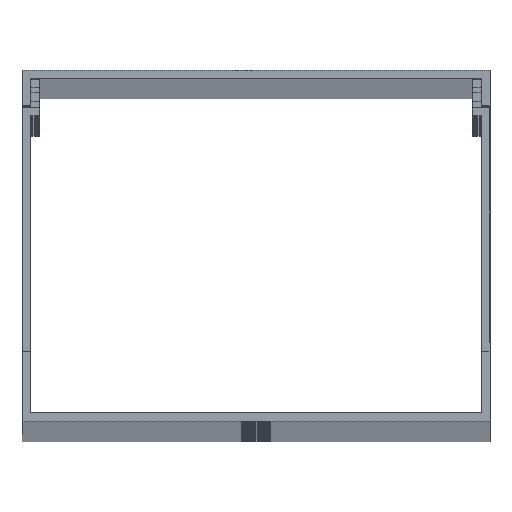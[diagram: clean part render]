
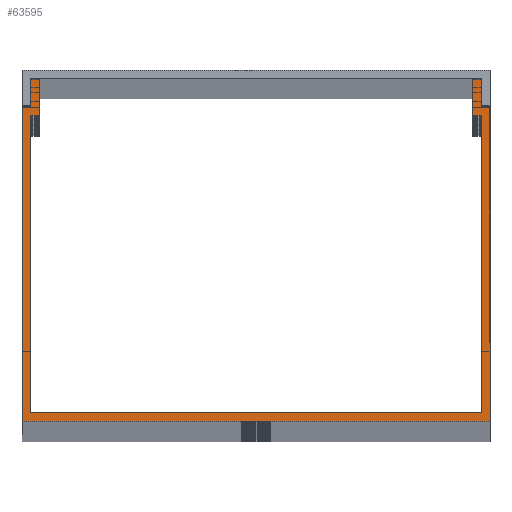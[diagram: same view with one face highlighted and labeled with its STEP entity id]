
A CAD part, top view. The second image highlights one B-rep face of the part: STEP entity #63595.
In plain terms, the highlighted planar face has unit normal (0, 0, 1).
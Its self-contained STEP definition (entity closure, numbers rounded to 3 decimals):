
#10 = CARTESIAN_POINT ( 'NONE',  ( 37., 58.4, 1000. ) ) ;
#1157 = EDGE_CURVE ( 'NONE', #62674, #128209, #17238, .T. ) ;
#1430 = CARTESIAN_POINT ( 'NONE',  ( 38.5, 12.245, 1000. ) ) ;
#2041 = EDGE_CURVE ( 'NONE', #74068, #137133, #18470, .T. ) ;
#3102 = DIRECTION ( 'NONE',  ( -1., 0., 0. ) ) ;
#4037 = CARTESIAN_POINT ( 'NONE',  ( -38.5, 53.75, 1000. ) ) ;
#7532 = EDGE_CURVE ( 'NONE', #215104, #118423, #17053, .T. ) ;
#7684 = CARTESIAN_POINT ( 'NONE',  ( 38.5, 52.25, 1000. ) ) ;
#9133 = EDGE_CURVE ( 'NONE', #175843, #74068, #66499, .T. ) ;
#9266 = VECTOR ( 'NONE', #29438, 1000. ) ;
#10895 = CARTESIAN_POINT ( 'NONE',  ( 37., 58.4, 1000. ) ) ;
#11808 = VECTOR ( 'NONE', #95746, 1000. ) ;
#12360 = CARTESIAN_POINT ( 'NONE',  ( 40., 0., 1000. ) ) ;
#14722 = CARTESIAN_POINT ( 'NONE',  ( -37., 52.25, 1000. ) ) ;
#17053 = LINE ( 'NONE', #42464, #191457 ) ;
#17238 = LINE ( 'NONE', #127392, #101879 ) ;
#18470 = LINE ( 'NONE', #194443, #63384 ) ;
#24313 = CARTESIAN_POINT ( 'NONE',  ( -38.5, 1.5, 1000. ) ) ;
#27016 = VECTOR ( 'NONE', #31797, 1000. ) ;
#29438 = DIRECTION ( 'NONE',  ( 1., 0., 0. ) ) ;
#30229 = EDGE_CURVE ( 'NONE', #107171, #75761, #74394, .T. ) ;
#30995 = CARTESIAN_POINT ( 'NONE',  ( -40., 53.75, 1000. ) ) ;
#31797 = DIRECTION ( 'NONE',  ( 1., 0., 0. ) ) ;
#35208 = CARTESIAN_POINT ( 'NONE',  ( -40., 0., 1000. ) ) ;
#35233 = LINE ( 'NONE', #102311, #159392 ) ;
#42464 = CARTESIAN_POINT ( 'NONE',  ( 37., 52.25, 1000. ) ) ;
#43613 = CARTESIAN_POINT ( 'NONE',  ( 37., 52.25, 1000. ) ) ;
#43670 = AXIS2_PLACEMENT_3D ( 'NONE', #57267, #175477, #74305 ) ;
#47822 = EDGE_CURVE ( 'NONE', #128209, #215104, #201998, .T. ) ;
#49643 = VERTEX_POINT ( 'NONE', #4037 ) ;
#53236 = ORIENTED_EDGE ( 'NONE', *, *, #9133, .T. ) ;
#55437 = VECTOR ( 'NONE', #136530, 1000. ) ;
#56747 = LINE ( 'NONE', #196809, #11808 ) ;
#57267 = CARTESIAN_POINT ( 'NONE',  ( -38.5, 53.75, 1000. ) ) ;
#59353 = DIRECTION ( 'NONE',  ( -1., 0., 0. ) ) ;
#59388 = DIRECTION ( 'NONE',  ( 1., 0., 0. ) ) ;
#61615 = CARTESIAN_POINT ( 'NONE',  ( -40., 53.75, 1000. ) ) ;
#62674 = VERTEX_POINT ( 'NONE', #146955 ) ;
#63384 = VECTOR ( 'NONE', #59353, 1000. ) ;
#63595 = ADVANCED_FACE ( 'NONE', ( #175099 ), #141458, .T. ) ;
#64611 = EDGE_CURVE ( 'NONE', #118423, #107171, #190194, .T. ) ;
#66499 = LINE ( 'NONE', #207927, #151041 ) ;
#66529 = EDGE_CURVE ( 'NONE', #137133, #49643, #125795, .T. ) ;
#67197 = ORIENTED_EDGE ( 'NONE', *, *, #100764, .T. ) ;
#69055 = ORIENTED_EDGE ( 'NONE', *, *, #30229, .T. ) ;
#71234 = CARTESIAN_POINT ( 'NONE',  ( -37., 52.25, 1000. ) ) ;
#71976 = LINE ( 'NONE', #14722, #27016 ) ;
#74068 = VERTEX_POINT ( 'NONE', #162385 ) ;
#74305 = DIRECTION ( 'NONE',  ( 1., 0., 0. ) ) ;
#74394 = LINE ( 'NONE', #104320, #164210 ) ;
#75579 = VECTOR ( 'NONE', #89842, 1000. ) ;
#75761 = VERTEX_POINT ( 'NONE', #24313 ) ;
#80135 = CARTESIAN_POINT ( 'NONE',  ( 40., 53.75, 1000. ) ) ;
#80336 = EDGE_CURVE ( 'NONE', #75761, #119020, #56747, .T. ) ;
#81492 = VECTOR ( 'NONE', #185064, 1000. ) ;
#84238 = DIRECTION ( 'NONE',  ( 0., -1., 0. ) ) ;
#85332 = DIRECTION ( 'NONE',  ( 0., 1., 0. ) ) ;
#85852 = EDGE_CURVE ( 'NONE', #183347, #155592, #138752, .T. ) ;
#86058 = ORIENTED_EDGE ( 'NONE', *, *, #2041, .T. ) ;
#86973 = VECTOR ( 'NONE', #146668, 1000. ) ;
#87255 = ORIENTED_EDGE ( 'NONE', *, *, #85852, .T. ) ;
#89842 = DIRECTION ( 'NONE',  ( 0., -1., 0. ) ) ;
#95746 = DIRECTION ( 'NONE',  ( 0., 1., 0. ) ) ;
#97882 = VERTEX_POINT ( 'NONE', #147758 ) ;
#98366 = ORIENTED_EDGE ( 'NONE', *, *, #80336, .T. ) ;
#100764 = EDGE_CURVE ( 'NONE', #49643, #115148, #213457, .T. ) ;
#101688 = ORIENTED_EDGE ( 'NONE', *, *, #7532, .T. ) ;
#101879 = VECTOR ( 'NONE', #195277, 1000. ) ;
#102311 = CARTESIAN_POINT ( 'NONE',  ( 38.5, 53.75, 1000. ) ) ;
#104320 = CARTESIAN_POINT ( 'NONE',  ( 38.5, 1.5, 1000. ) ) ;
#107171 = VERTEX_POINT ( 'NONE', #118811 ) ;
#108756 = ORIENTED_EDGE ( 'NONE', *, *, #47822, .T. ) ;
#111044 = VERTEX_POINT ( 'NONE', #80135 ) ;
#115148 = VERTEX_POINT ( 'NONE', #61615 ) ;
#118423 = VERTEX_POINT ( 'NONE', #7684 ) ;
#118811 = CARTESIAN_POINT ( 'NONE',  ( 38.5, 1.5, 1000. ) ) ;
#119020 = VERTEX_POINT ( 'NONE', #126296 ) ;
#125795 = LINE ( 'NONE', #173973, #75579 ) ;
#125941 = CARTESIAN_POINT ( 'NONE',  ( -40., 0., 1000. ) ) ;
#126296 = CARTESIAN_POINT ( 'NONE',  ( -38.5, 52.25, 1000. ) ) ;
#127392 = CARTESIAN_POINT ( 'NONE',  ( 38.5, 58.4, 1000. ) ) ;
#128209 = VERTEX_POINT ( 'NONE', #10895 ) ;
#131811 = LINE ( 'NONE', #196870, #86973 ) ;
#131886 = EDGE_CURVE ( 'NONE', #119020, #175843, #71976, .T. ) ;
#133425 = CARTESIAN_POINT ( 'NONE',  ( -38.5, 58.4, 1000. ) ) ;
#134392 = CARTESIAN_POINT ( 'NONE',  ( 40., 0., 1000. ) ) ;
#136530 = DIRECTION ( 'NONE',  ( 0., -1., 0. ) ) ;
#137133 = VERTEX_POINT ( 'NONE', #133425 ) ;
#138752 = LINE ( 'NONE', #12360, #9266 ) ;
#139175 = EDGE_CURVE ( 'NONE', #115148, #183347, #187657, .T. ) ;
#140727 = DIRECTION ( 'NONE',  ( 0., 1., 0. ) ) ;
#141458 = PLANE ( 'NONE',  #43670 ) ;
#146668 = DIRECTION ( 'NONE',  ( -1., 0., 0. ) ) ;
#146955 = CARTESIAN_POINT ( 'NONE',  ( 38.5, 58.4, 1000. ) ) ;
#147758 = CARTESIAN_POINT ( 'NONE',  ( 38.5, 53.75, 1000. ) ) ;
#148019 = VECTOR ( 'NONE', #193852, 1000. ) ;
#148199 = ORIENTED_EDGE ( 'NONE', *, *, #64611, .T. ) ;
#149097 = DIRECTION ( 'NONE',  ( -1., 0., 0. ) ) ;
#151041 = VECTOR ( 'NONE', #140727, 1000. ) ;
#151856 = VECTOR ( 'NONE', #84238, 1000. ) ;
#152400 = ORIENTED_EDGE ( 'NONE', *, *, #1157, .T. ) ;
#155592 = VERTEX_POINT ( 'NONE', #134392 ) ;
#159392 = VECTOR ( 'NONE', #85332, 1000. ) ;
#162385 = CARTESIAN_POINT ( 'NONE',  ( -37., 58.4, 1000. ) ) ;
#164210 = VECTOR ( 'NONE', #3102, 1000. ) ;
#164347 = EDGE_CURVE ( 'NONE', #97882, #62674, #35233, .T. ) ;
#168072 = CARTESIAN_POINT ( 'NONE',  ( 40., 0., 1000. ) ) ;
#171322 = LINE ( 'NONE', #168072, #81492 ) ;
#173851 = VECTOR ( 'NONE', #149097, 1000. ) ;
#173973 = CARTESIAN_POINT ( 'NONE',  ( -38.5, 53.75, 1000. ) ) ;
#174607 = EDGE_LOOP ( 'NONE', ( #67197, #179233, #87255, #191968, #187295, #198033, #152400, #108756, #101688, #148199, #69055, #98366, #176750, #53236, #86058, #216292 ) ) ;
#175099 = FACE_OUTER_BOUND ( 'NONE', #174607, .T. ) ;
#175477 = DIRECTION ( 'NONE',  ( 0., 0., 1. ) ) ;
#175843 = VERTEX_POINT ( 'NONE', #71234 ) ;
#176750 = ORIENTED_EDGE ( 'NONE', *, *, #131886, .T. ) ;
#179233 = ORIENTED_EDGE ( 'NONE', *, *, #139175, .T. ) ;
#183347 = VERTEX_POINT ( 'NONE', #35208 ) ;
#185064 = DIRECTION ( 'NONE',  ( 0., 1., 0. ) ) ;
#187295 = ORIENTED_EDGE ( 'NONE', *, *, #217482, .T. ) ;
#187657 = LINE ( 'NONE', #125941, #148019 ) ;
#190194 = LINE ( 'NONE', #1430, #55437 ) ;
#191457 = VECTOR ( 'NONE', #59388, 1000. ) ;
#191968 = ORIENTED_EDGE ( 'NONE', *, *, #194764, .T. ) ;
#193852 = DIRECTION ( 'NONE',  ( 0., -1., 0. ) ) ;
#194443 = CARTESIAN_POINT ( 'NONE',  ( -38.5, 58.4, 1000. ) ) ;
#194764 = EDGE_CURVE ( 'NONE', #155592, #111044, #171322, .T. ) ;
#195277 = DIRECTION ( 'NONE',  ( -1., 0., 0. ) ) ;
#196809 = CARTESIAN_POINT ( 'NONE',  ( -38.5, 1.5, 1000. ) ) ;
#196870 = CARTESIAN_POINT ( 'NONE',  ( 40., 53.75, 1000. ) ) ;
#198033 = ORIENTED_EDGE ( 'NONE', *, *, #164347, .T. ) ;
#201998 = LINE ( 'NONE', #10, #151856 ) ;
#207927 = CARTESIAN_POINT ( 'NONE',  ( -37., 58.4, 1000. ) ) ;
#213457 = LINE ( 'NONE', #30995, #173851 ) ;
#215104 = VERTEX_POINT ( 'NONE', #43613 ) ;
#216292 = ORIENTED_EDGE ( 'NONE', *, *, #66529, .T. ) ;
#217482 = EDGE_CURVE ( 'NONE', #111044, #97882, #131811, .T. ) ;
